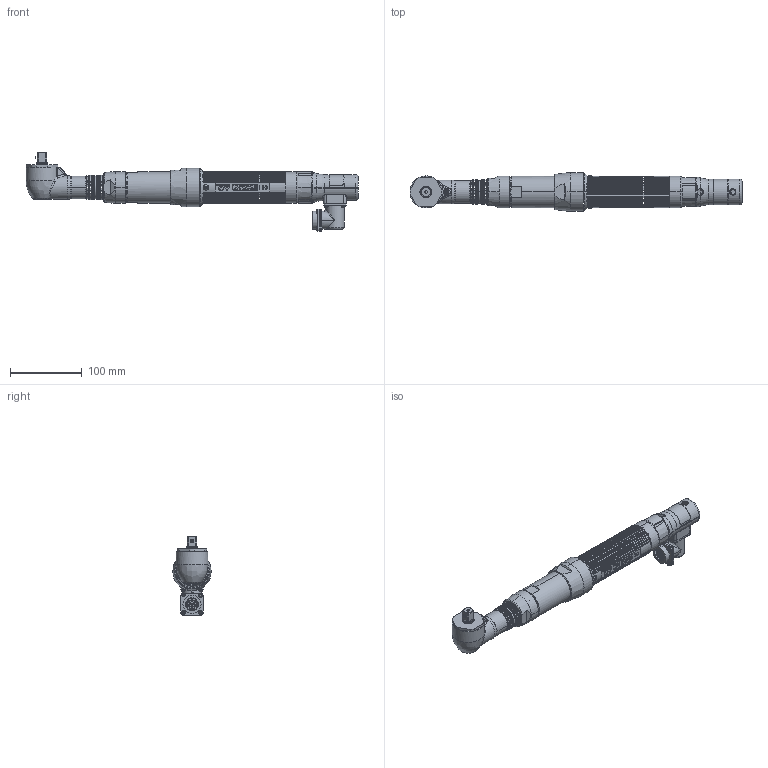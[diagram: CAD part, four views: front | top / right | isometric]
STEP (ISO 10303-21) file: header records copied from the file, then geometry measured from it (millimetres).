
FILE_DESCRIPTION((''),'2;1');
FILE_NAME('EB34MA22A-80','2012-08-10T',('EJF1116'),(''),'PRO/ENGINEER BY PARAMETRIC TECHNOLOGY CORPORATION, 2010430','PRO/ENGINEER BY PARAMETRIC TECHNOLOGY CORPORATION, 2010430','');
FILE_SCHEMA(('CONFIG_CONTROL_DESIGN'));
Length unit declared in the file: inch
Products named in the file (1): EB34MA22A-80
Bounding box: 463.18 x 53.48 x 109.79 mm (x, y, z)
Surface area: 78925.6 mm2 (no closed solid volume)
Topology: 0 solids, 135 shells, 683 faces, 3743 edges, 3105 vertices
Faces by surface type: cylinder 337, plane 239, bspline 43, torus 41, cone 21, extrusion 2
Entity records: 43749 total; most frequent: CARTESIAN_POINT 17117, DIRECTION 4966, ORIENTED_EDGE 4693, EDGE_CURVE 3743, VERTEX_POINT 3105, VECTOR 1804, LINE 1802, AXIS2_PLACEMENT_3D 1581
